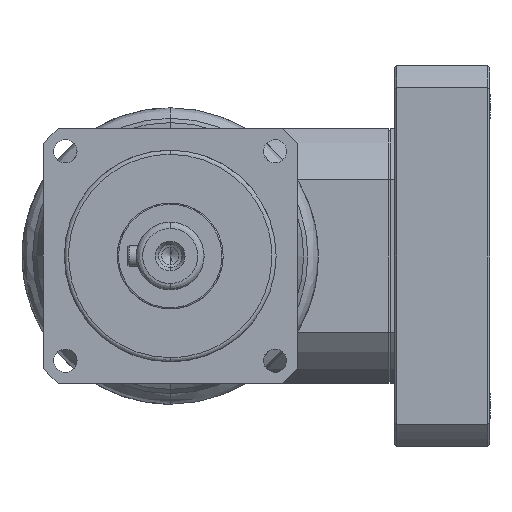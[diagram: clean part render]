
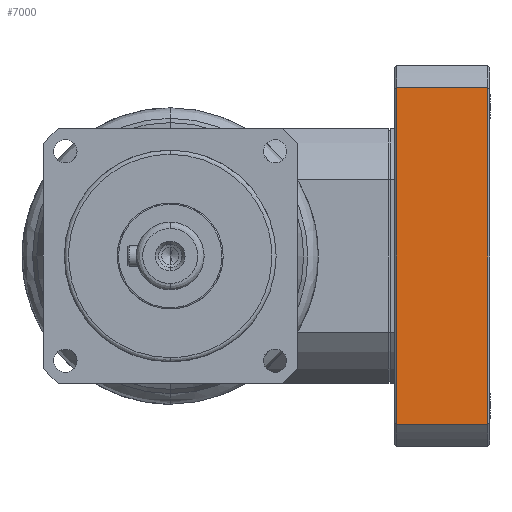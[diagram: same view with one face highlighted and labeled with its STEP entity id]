
A CAD part, left-side view. The second image highlights one B-rep face of the part: STEP entity #7000.
In plain terms, the highlighted face is planar.
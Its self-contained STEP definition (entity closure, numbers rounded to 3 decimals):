
#151 = ORIENTED_EDGE ( 'NONE', *, *, #5293, .F. ) ;
#801 = CARTESIAN_POINT ( 'NONE',  ( 39.686, 45., 25. ) ) ;
#880 = FACE_OUTER_BOUND ( 'NONE', #14522, .T. ) ;
#1674 = DIRECTION ( 'NONE',  ( 0., 0., -1. ) ) ;
#1828 = VERTEX_POINT ( 'NONE', #801 ) ;
#2255 = AXIS2_PLACEMENT_3D ( 'NONE', #18915, #7300, #20786 ) ;
#3772 = CARTESIAN_POINT ( 'NONE',  ( -39.686, 45., 3. ) ) ;
#5061 = LINE ( 'NONE', #3772, #15507 ) ;
#5293 = EDGE_CURVE ( 'NONE', #14328, #13085, #5061, .T. ) ;
#5825 = CARTESIAN_POINT ( 'NONE',  ( -39.686, 45., 3.5 ) ) ;
#5877 = VECTOR ( 'NONE', #20320, 1000. ) ;
#6651 = ORIENTED_EDGE ( 'NONE', *, *, #18669, .F. ) ;
#6790 = CARTESIAN_POINT ( 'NONE',  ( -6.972, 45., 3.5 ) ) ;
#6989 = CARTESIAN_POINT ( 'NONE',  ( 39.686, 45., 3.5 ) ) ;
#7000 = ADVANCED_FACE ( 'NONE', ( #880 ), #16971, .F. ) ;
#7265 = EDGE_CURVE ( 'NONE', #1828, #14328, #14109, .T. ) ;
#7300 = DIRECTION ( 'NONE',  ( 0., -1., 0. ) ) ;
#7430 = CARTESIAN_POINT ( 'NONE',  ( -39.686, 45., 25. ) ) ;
#10166 = CARTESIAN_POINT ( 'NONE',  ( -39.686, 45., 25. ) ) ;
#10745 = DIRECTION ( 'NONE',  ( 0., 0., 1. ) ) ;
#13085 = VERTEX_POINT ( 'NONE', #5825 ) ;
#13167 = LINE ( 'NONE', #14677, #17679 ) ;
#14109 = LINE ( 'NONE', #10166, #19163 ) ;
#14328 = VERTEX_POINT ( 'NONE', #7430 ) ;
#14522 = EDGE_LOOP ( 'NONE', ( #151, #18115, #6651, #19362 ) ) ;
#14677 = CARTESIAN_POINT ( 'NONE',  ( 39.686, 45., 3. ) ) ;
#15507 = VECTOR ( 'NONE', #1674, 1000. ) ;
#16971 = PLANE ( 'NONE',  #2255 ) ;
#17679 = VECTOR ( 'NONE', #10745, 1000. ) ;
#18115 = ORIENTED_EDGE ( 'NONE', *, *, #7265, .F. ) ;
#18669 = EDGE_CURVE ( 'NONE', #20604, #1828, #13167, .T. ) ;
#18915 = CARTESIAN_POINT ( 'NONE',  ( -39.686, 45., 3. ) ) ;
#19163 = VECTOR ( 'NONE', #19778, 1000. ) ;
#19362 = ORIENTED_EDGE ( 'NONE', *, *, #23457, .F. ) ;
#19778 = DIRECTION ( 'NONE',  ( -1., 0., 0. ) ) ;
#20320 = DIRECTION ( 'NONE',  ( 1., 0., 0. ) ) ;
#20604 = VERTEX_POINT ( 'NONE', #6989 ) ;
#20693 = LINE ( 'NONE', #6790, #5877 ) ;
#20786 = DIRECTION ( 'NONE',  ( 1., 0., 0. ) ) ;
#23457 = EDGE_CURVE ( 'NONE', #13085, #20604, #20693, .T. ) ;
